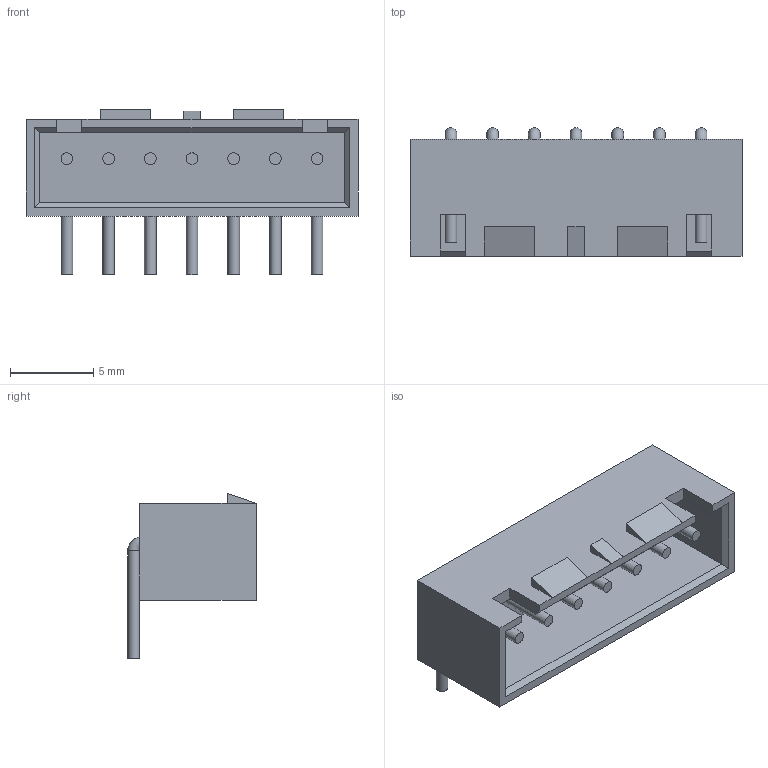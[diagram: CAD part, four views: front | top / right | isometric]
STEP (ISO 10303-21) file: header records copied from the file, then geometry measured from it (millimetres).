
FILE_DESCRIPTION(/* description */ (''),/* implementation_level */ '2;1');
FILE_NAME(/* name */ 'SMAW250-07P.stp',/* time_stamp */ '2020-02-18T14:56:34+09:00',/* author */ ('TO'),/* organization */ (''),/* preprocessor_version */ 'ST-DEVELOPER v18',/* originating_system */ 'Autodesk Inventor 2020',/* authorisation */ '');
FILE_SCHEMA (('AUTOMOTIVE_DESIGN { 1 0 10303 214 3 1 1 }'));
Length unit declared in the file: millimetre
Products named in the file (1): SMAW250-07P
Bounding box: 19.9 x 7.7 x 9.9 mm (x, y, z)
Volume: 455.1 mm3; surface area: 1018.9 mm2
Topology: 8 solids, 8 shells, 71 faces, 183 edges, 128 vertices
Faces by surface type: plane 50, cylinder 14, torus 7
Full cylindrical faces by diameter (mm): 0.7 x14
Entity records: 2270 total; most frequent: DIRECTION 404, CARTESIAN_POINT 383, ORIENTED_EDGE 366, EDGE_CURVE 183, AXIS2_PLACEMENT_3D 149, VERTEX_POINT 128, LINE 106, VECTOR 106
